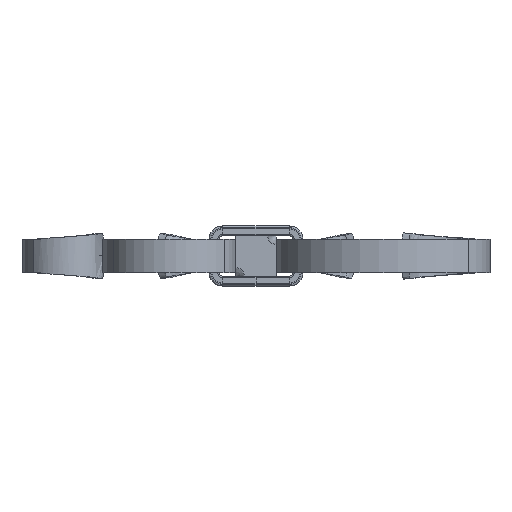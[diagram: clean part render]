
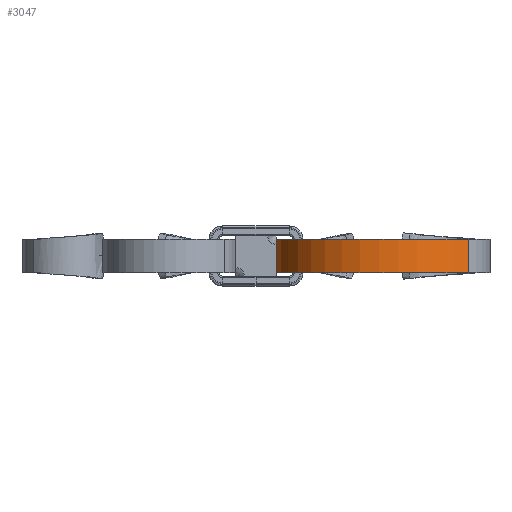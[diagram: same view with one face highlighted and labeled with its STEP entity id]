
A CAD part, front view. The second image highlights one B-rep face of the part: STEP entity #3047.
In plain terms, the highlighted cylindrical face has radius 35 mm (diameter 70 mm), a partial arc.
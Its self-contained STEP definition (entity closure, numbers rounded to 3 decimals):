
#3047 = ADVANCED_FACE ( 'NONE', ( #18972 ), #14812, .T. ) ;
#3810 = ORIENTED_EDGE ( 'NONE', *, *, #21256, .T. ) ;
#4731 = EDGE_CURVE ( 'NONE', #15606, #18519, #19436, .T. ) ;
#5103 = LINE ( 'NONE', #10828, #16014 ) ;
#5824 = EDGE_LOOP ( 'NONE', ( #3810, #15021, #14526, #21115 ) ) ;
#5882 = DIRECTION ( 'NONE',  ( 0., 0., -1. ) ) ;
#6485 = VERTEX_POINT ( 'NONE', #13552 ) ;
#6862 = CARTESIAN_POINT ( 'NONE',  ( 41., -5., -5. ) ) ;
#7254 = VECTOR ( 'NONE', #16348, 1000. ) ;
#7379 = CARTESIAN_POINT ( 'NONE',  ( 41., -5., 5. ) ) ;
#7486 = DIRECTION ( 'NONE',  ( 1., 0., 0. ) ) ;
#8618 = VERTEX_POINT ( 'NONE', #19253 ) ;
#9677 = CARTESIAN_POINT ( 'NONE',  ( 8.308, 7.5, -5. ) ) ;
#10828 = CARTESIAN_POINT ( 'NONE',  ( 63.647, -31.685, -5. ) ) ;
#10846 = DIRECTION ( 'NONE',  ( -0.934, 0.357, 0. ) ) ;
#11712 = CARTESIAN_POINT ( 'NONE',  ( 63.647, -31.685, 5. ) ) ;
#11985 = EDGE_CURVE ( 'NONE', #15606, #8618, #13760, .T. ) ;
#12252 = CARTESIAN_POINT ( 'NONE',  ( 8.308, 7.5, 5. ) ) ;
#12636 = DIRECTION ( 'NONE',  ( 0., 0., 1. ) ) ;
#13552 = CARTESIAN_POINT ( 'NONE',  ( 63.647, -31.685, -5. ) ) ;
#13760 = LINE ( 'NONE', #9677, #7254 ) ;
#14088 = CARTESIAN_POINT ( 'NONE',  ( 41., -5., 0. ) ) ;
#14526 = ORIENTED_EDGE ( 'NONE', *, *, #4731, .F. ) ;
#14812 = CYLINDRICAL_SURFACE ( 'NONE', #20639, 35. ) ;
#14818 = EDGE_CURVE ( 'NONE', #18519, #6485, #5103, .T. ) ;
#15021 = ORIENTED_EDGE ( 'NONE', *, *, #14818, .F. ) ;
#15223 = CIRCLE ( 'NONE', #19285, 35. ) ;
#15409 = DIRECTION ( 'NONE',  ( 0., 0., 1. ) ) ;
#15606 = VERTEX_POINT ( 'NONE', #12252 ) ;
#16014 = VECTOR ( 'NONE', #5882, 1000. ) ;
#16348 = DIRECTION ( 'NONE',  ( 0., 0., -1. ) ) ;
#16698 = DIRECTION ( 'NONE',  ( -0.934, 0.357, 0. ) ) ;
#18519 = VERTEX_POINT ( 'NONE', #11712 ) ;
#18972 = FACE_OUTER_BOUND ( 'NONE', #5824, .T. ) ;
#18981 = DIRECTION ( 'NONE',  ( 0., 0., 1. ) ) ;
#19253 = CARTESIAN_POINT ( 'NONE',  ( 8.308, 7.5, -5. ) ) ;
#19285 = AXIS2_PLACEMENT_3D ( 'NONE', #6862, #15409, #16698 ) ;
#19436 = CIRCLE ( 'NONE', #20805, 35. ) ;
#20639 = AXIS2_PLACEMENT_3D ( 'NONE', #14088, #12636, #7486 ) ;
#20805 = AXIS2_PLACEMENT_3D ( 'NONE', #7379, #18981, #10846 ) ;
#21115 = ORIENTED_EDGE ( 'NONE', *, *, #11985, .T. ) ;
#21256 = EDGE_CURVE ( 'NONE', #8618, #6485, #15223, .T. ) ;
